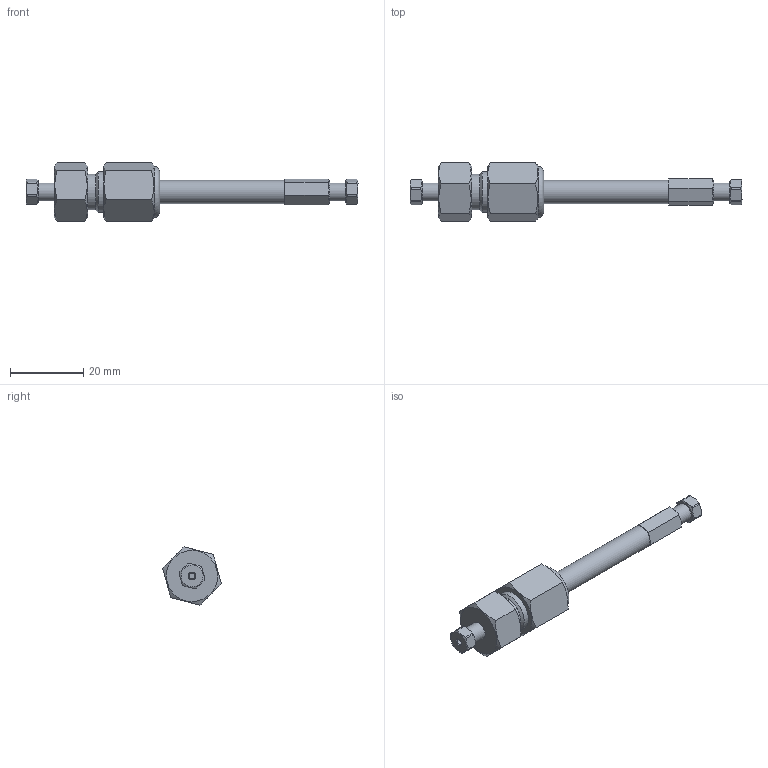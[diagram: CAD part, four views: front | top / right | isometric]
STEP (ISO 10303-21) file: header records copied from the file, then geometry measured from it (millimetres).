
FILE_DESCRIPTION((''),'2;1');
FILE_NAME('312318-PCS415F Precolumn.stp','2013-08-22T12:31:58',('Franzp'),(''),'Autodesk Inventor 2013','Autodesk Inventor 2013','');
FILE_SCHEMA(('AUTOMOTIVE_DESIGN { 1 0 10303 214 1 1 1 1 }'));
Length unit declared in the file: millimetre
Products named in the file (1): 312318_Shrinkwrap_1
Bounding box: 90.45 x 15.95 x 15.92 mm (x, y, z)
Surface area: 3832.9 mm2 (no closed solid volume)
Topology: 0 solids, 10 shells, 78 faces, 213 edges, 142 vertices
Faces by surface type: plane 43, cylinder 19, cone 15, torus 1
Full cylindrical faces by diameter (mm): 1.727 x2, 4.826 x2, 6.35 x1, 9.72 x1, 11.113 x1
Entity records: 2387 total; most frequent: CARTESIAN_POINT 505, DIRECTION 362, ORIENTED_EDGE 324, EDGE_CURVE 183, AXIS2_PLACEMENT_3D 154, VERTEX_POINT 135, EDGE_LOOP 112, FACE_OUTER_BOUND 78
